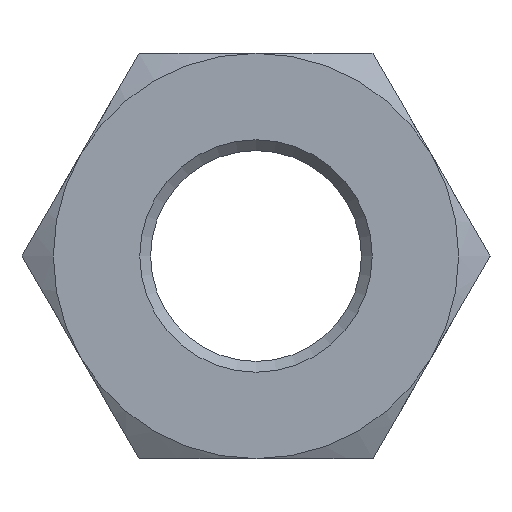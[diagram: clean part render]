
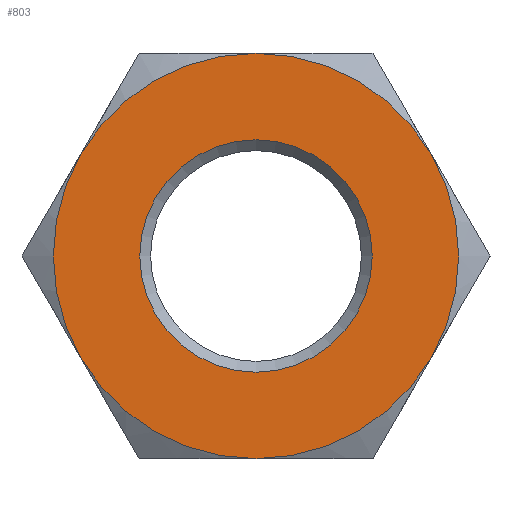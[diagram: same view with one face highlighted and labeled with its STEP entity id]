
A CAD part, front view. The second image highlights one B-rep face of the part: STEP entity #803.
In plain terms, the highlighted planar face has unit normal (0, -1, 0).
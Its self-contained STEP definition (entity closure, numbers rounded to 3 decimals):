
#1 = VERTEX_POINT ( 'NONE', #326 ) ;
#38 = FACE_OUTER_BOUND ( 'NONE', #201, .T. ) ;
#53 = FACE_BOUND ( 'NONE', #93, .T. ) ;
#93 = EDGE_LOOP ( 'NONE', ( #229 ) ) ;
#96 = CIRCLE ( 'NONE', #721, 12.9 ) ;
#101 = CIRCLE ( 'NONE', #704, 22.5 ) ;
#102 = CIRCLE ( 'NONE', #752, 22.5 ) ;
#103 = CIRCLE ( 'NONE', #747, 22.5 ) ;
#104 = CIRCLE ( 'NONE', #702, 22.5 ) ;
#108 = CIRCLE ( 'NONE', #699, 22.5 ) ;
#123 = CIRCLE ( 'NONE', #753, 22.5 ) ;
#154 = ORIENTED_EDGE ( 'NONE', *, *, #764, .T. ) ;
#162 = ORIENTED_EDGE ( 'NONE', *, *, #760, .T. ) ;
#201 = EDGE_LOOP ( 'NONE', ( #228, #233, #227, #212, #154, #162 ) ) ;
#212 = ORIENTED_EDGE ( 'NONE', *, *, #762, .T. ) ;
#227 = ORIENTED_EDGE ( 'NONE', *, *, #757, .T. ) ;
#228 = ORIENTED_EDGE ( 'NONE', *, *, #763, .T. ) ;
#229 = ORIENTED_EDGE ( 'NONE', *, *, #778, .F. ) ;
#233 = ORIENTED_EDGE ( 'NONE', *, *, #724, .T. ) ;
#250 = VERTEX_POINT ( 'NONE', #532 ) ;
#257 = VERTEX_POINT ( 'NONE', #527 ) ;
#260 = VERTEX_POINT ( 'NONE', #520 ) ;
#261 = VERTEX_POINT ( 'NONE', #517 ) ;
#262 = VERTEX_POINT ( 'NONE', #515 ) ;
#264 = VERTEX_POINT ( 'NONE', #510 ) ;
#326 = CARTESIAN_POINT ( 'NONE',  ( 0., 0., -12.9 ) ) ;
#341 = DIRECTION ( 'NONE',  ( 0., 0., -1. ) ) ;
#344 = PLANE ( 'NONE',  #678 ) ;
#347 = CARTESIAN_POINT ( 'NONE',  ( -22.77, 0., 22.77 ) ) ;
#351 = DIRECTION ( 'NONE',  ( 0., -1., 0. ) ) ;
#450 = DIRECTION ( 'NONE',  ( 0., 0., -1. ) ) ;
#452 = DIRECTION ( 'NONE',  ( 0., -1., 0. ) ) ;
#453 = CARTESIAN_POINT ( 'NONE',  ( 0., 0., 0. ) ) ;
#469 = DIRECTION ( 'NONE',  ( 0., 0., 1. ) ) ;
#470 = DIRECTION ( 'NONE',  ( 0., -1., 0. ) ) ;
#472 = CARTESIAN_POINT ( 'NONE',  ( 0., 0., 0. ) ) ;
#473 = DIRECTION ( 'NONE',  ( 0., 0., 1. ) ) ;
#474 = DIRECTION ( 'NONE',  ( 0., -1., 0. ) ) ;
#475 = CARTESIAN_POINT ( 'NONE',  ( 0., 0., 0. ) ) ;
#478 = DIRECTION ( 'NONE',  ( 0., 0., 1. ) ) ;
#480 = DIRECTION ( 'NONE',  ( 0., -1., 0. ) ) ;
#482 = CARTESIAN_POINT ( 'NONE',  ( 0., 0., 0. ) ) ;
#483 = DIRECTION ( 'NONE',  ( 0., 0., 1. ) ) ;
#484 = DIRECTION ( 'NONE',  ( 0., -1., 0. ) ) ;
#485 = CARTESIAN_POINT ( 'NONE',  ( 0., 0., 0. ) ) ;
#503 = DIRECTION ( 'NONE',  ( 0., 0., 1. ) ) ;
#504 = DIRECTION ( 'NONE',  ( 0., -1., 0. ) ) ;
#505 = CARTESIAN_POINT ( 'NONE',  ( 0., 0., 0. ) ) ;
#510 = CARTESIAN_POINT ( 'NONE',  ( 19.486, 0., -11.25 ) ) ;
#515 = CARTESIAN_POINT ( 'NONE',  ( 0., 0., -22.5 ) ) ;
#517 = CARTESIAN_POINT ( 'NONE',  ( -19.486, 0., 11.25 ) ) ;
#520 = CARTESIAN_POINT ( 'NONE',  ( -19.486, 0., -11.25 ) ) ;
#527 = CARTESIAN_POINT ( 'NONE',  ( 0., 0., 22.5 ) ) ;
#532 = CARTESIAN_POINT ( 'NONE',  ( 19.486, 0., 11.25 ) ) ;
#604 = DIRECTION ( 'NONE',  ( 0., 0., 1. ) ) ;
#605 = DIRECTION ( 'NONE',  ( 0., -1., 0. ) ) ;
#606 = CARTESIAN_POINT ( 'NONE',  ( 0., 0., 0. ) ) ;
#678 = AXIS2_PLACEMENT_3D ( 'NONE', #347, #351, #341 ) ;
#699 = AXIS2_PLACEMENT_3D ( 'NONE', #505, #504, #503 ) ;
#702 = AXIS2_PLACEMENT_3D ( 'NONE', #475, #474, #473 ) ;
#704 = AXIS2_PLACEMENT_3D ( 'NONE', #472, #470, #469 ) ;
#721 = AXIS2_PLACEMENT_3D ( 'NONE', #453, #452, #450 ) ;
#724 = EDGE_CURVE ( 'NONE', #260, #262, #123, .T. ) ;
#747 = AXIS2_PLACEMENT_3D ( 'NONE', #482, #480, #478 ) ;
#752 = AXIS2_PLACEMENT_3D ( 'NONE', #485, #484, #483 ) ;
#753 = AXIS2_PLACEMENT_3D ( 'NONE', #606, #605, #604 ) ;
#757 = EDGE_CURVE ( 'NONE', #262, #264, #108, .T. ) ;
#760 = EDGE_CURVE ( 'NONE', #257, #261, #102, .T. ) ;
#762 = EDGE_CURVE ( 'NONE', #264, #250, #103, .T. ) ;
#763 = EDGE_CURVE ( 'NONE', #261, #260, #104, .T. ) ;
#764 = EDGE_CURVE ( 'NONE', #250, #257, #101, .T. ) ;
#778 = EDGE_CURVE ( 'NONE', #1, #1, #96, .T. ) ;
#803 = ADVANCED_FACE ( 'NONE', ( #53, #38 ), #344, .T. ) ;
